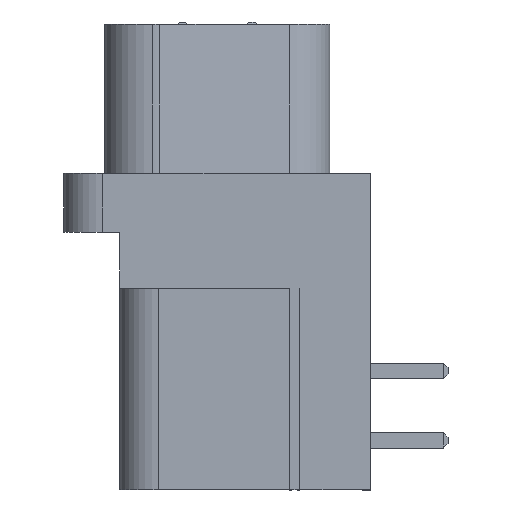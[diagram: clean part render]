
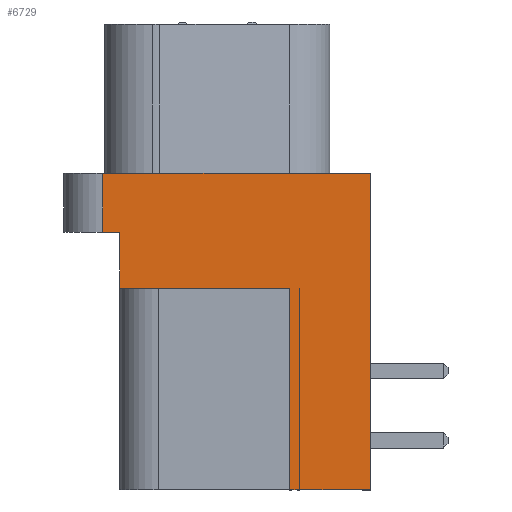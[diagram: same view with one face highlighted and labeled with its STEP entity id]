
A CAD part, left-side view. The second image highlights one B-rep face of the part: STEP entity #6729.
In plain terms, the highlighted planar face has unit normal (-1, 0, 0).
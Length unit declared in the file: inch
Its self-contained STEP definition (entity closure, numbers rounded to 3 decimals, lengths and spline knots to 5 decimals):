
#611 = CARTESIAN_POINT ( 'NONE',  ( 0., 0.114, -0.185 ) ) ;
#791 = LINE ( 'NONE', #792, #793 ) ;
#792 = CARTESIAN_POINT ( 'NONE',  ( 0., 0.115, -0.76844 ) ) ;
#793 = VECTOR ( 'NONE', #794, 39.37008 ) ;
#794 = DIRECTION ( 'NONE',  ( 0., 0., 1. ) ) ;
#866 = CARTESIAN_POINT ( 'NONE',  ( 0., 0.115, -0.51 ) ) ;
#930 = CARTESIAN_POINT ( 'NONE',  ( 0., 0.13, -0.51 ) ) ;
#1316 = CARTESIAN_POINT ( 'NONE',  ( 0., 0.404, -0.185 ) ) ;
#1389 = LINE ( 'NONE', #1390, #1391 ) ;
#1390 = CARTESIAN_POINT ( 'NONE',  ( 0., 0.494, 0. ) ) ;
#1391 = VECTOR ( 'NONE', #1392, 39.37008 ) ;
#1392 = DIRECTION ( 'NONE',  ( 0., -1., 0. ) ) ;
#1890 = EDGE_CURVE ( 'NONE', #4043, #5954, #4970, .T. ) ;
#2020 = ORIENTED_EDGE ( 'NONE', *, *, #2468, .F. ) ;
#2027 = VERTEX_POINT ( 'NONE', #5234 ) ;
#2190 = EDGE_CURVE ( 'NONE', #4043, #3872, #5643, .T. ) ;
#2249 = VERTEX_POINT ( 'NONE', #5778 ) ;
#2296 = EDGE_CURVE ( 'NONE', #2249, #3110, #6090, .T. ) ;
#2375 = ORIENTED_EDGE ( 'NONE', *, *, #2296, .F. ) ;
#2468 = EDGE_CURVE ( 'NONE', #3671, #2027, #6822, .T. ) ;
#2985 = ORIENTED_EDGE ( 'NONE', *, *, #2190, .T. ) ;
#3075 = ORIENTED_EDGE ( 'NONE', *, *, #1890, .F. ) ;
#3110 = VERTEX_POINT ( 'NONE', #10251 ) ;
#3139 = EDGE_CURVE ( 'NONE', #4898, #2249, #10411, .T. ) ;
#3151 = EDGE_CURVE ( 'NONE', #5897, #3110, #10470, .T. ) ;
#3210 = ORIENTED_EDGE ( 'NONE', *, *, #3139, .F. ) ;
#3211 = VERTEX_POINT ( 'NONE', #10723 ) ;
#3229 = ORIENTED_EDGE ( 'NONE', *, *, #3151, .T. ) ;
#3347 = VERTEX_POINT ( 'NONE', #11338 ) ;
#3404 = ORIENTED_EDGE ( 'NONE', *, *, #7715, .T. ) ;
#3671 = VERTEX_POINT ( 'NONE', #611 ) ;
#3751 = EDGE_CURVE ( 'NONE', #3872, #2027, #791, .T. ) ;
#3872 = VERTEX_POINT ( 'NONE', #866 ) ;
#4043 = VERTEX_POINT ( 'NONE', #930 ) ;
#4898 = VERTEX_POINT ( 'NONE', #1316 ) ;
#4970 = LINE ( 'NONE', #4971, #4975 ) ;
#4971 = CARTESIAN_POINT ( 'NONE',  ( 0., 0.13, -0.76844 ) ) ;
#4975 = VECTOR ( 'NONE', #4976, 39.37008 ) ;
#4976 = DIRECTION ( 'NONE',  ( 0., 0., 1. ) ) ;
#5031 = EDGE_CURVE ( 'NONE', #5897, #3347, #1389, .T. ) ;
#5234 = CARTESIAN_POINT ( 'NONE',  ( 0., 0.115, -0.185 ) ) ;
#5643 = LINE ( 'NONE', #5644, #5645 ) ;
#5644 = CARTESIAN_POINT ( 'NONE',  ( 0., 0.13, -0.51 ) ) ;
#5645 = VECTOR ( 'NONE', #5646, 39.37008 ) ;
#5646 = DIRECTION ( 'NONE',  ( 0., -1., 0. ) ) ;
#5778 = CARTESIAN_POINT ( 'NONE',  ( 0., 0.404, -0.095 ) ) ;
#5897 = VERTEX_POINT ( 'NONE', #6246 ) ;
#5954 = VERTEX_POINT ( 'NONE', #6267 ) ;
#5997 = ORIENTED_EDGE ( 'NONE', *, *, #5031, .F. ) ;
#5998 = ORIENTED_EDGE ( 'NONE', *, *, #3751, .T. ) ;
#6090 = LINE ( 'NONE', #6091, #6092 ) ;
#6091 = CARTESIAN_POINT ( 'NONE',  ( 0., 0.494, -0.095 ) ) ;
#6092 = VECTOR ( 'NONE', #6093, 39.37008 ) ;
#6093 = DIRECTION ( 'NONE',  ( 0., 1., 0. ) ) ;
#6246 = CARTESIAN_POINT ( 'NONE',  ( 0., 0.4315, 0. ) ) ;
#6267 = CARTESIAN_POINT ( 'NONE',  ( 0., 0.13, -0.185 ) ) ;
#6353 = ORIENTED_EDGE ( 'NONE', *, *, #9748, .F. ) ;
#6548 = EDGE_LOOP ( 'NONE', ( #5997, #3229, #2375, #3210, #6353, #3075, #2985, #5998, #2020, #3404, #10899, #7034 ) ) ;
#6692 = EDGE_CURVE ( 'NONE', #10303, #3347, #6870, .T. ) ;
#6729 = ADVANCED_FACE ( 'NONE', ( #6901 ), #6904, .T. ) ;
#6822 = LINE ( 'NONE', #6823, #6824 ) ;
#6823 = CARTESIAN_POINT ( 'NONE',  ( 0., 0.404, -0.185 ) ) ;
#6824 = VECTOR ( 'NONE', #6827, 39.37008 ) ;
#6827 = DIRECTION ( 'NONE',  ( 0., 1., 0. ) ) ;
#6870 = LINE ( 'NONE', #6871, #6872 ) ;
#6871 = CARTESIAN_POINT ( 'NONE',  ( 0., 0., -0.51 ) ) ;
#6872 = VECTOR ( 'NONE', #6873, 39.37008 ) ;
#6873 = DIRECTION ( 'NONE',  ( 0., 0., 1. ) ) ;
#6901 = FACE_OUTER_BOUND ( 'NONE', #6548, .T. ) ;
#6904 = PLANE ( 'NONE',  #6905 ) ;
#6905 = AXIS2_PLACEMENT_3D ( 'NONE', #6906, #6907, #6908 ) ;
#6906 = CARTESIAN_POINT ( 'NONE',  ( 0., 0.494, -0.51 ) ) ;
#6907 = DIRECTION ( 'NONE',  ( -1., 0., 0. ) ) ;
#6908 = DIRECTION ( 'NONE',  ( 0., -1., 0. ) ) ;
#7034 = ORIENTED_EDGE ( 'NONE', *, *, #6692, .T. ) ;
#7642 = LINE ( 'NONE', #7643, #7644 ) ;
#7643 = CARTESIAN_POINT ( 'NONE',  ( 0., 0.114, -0.185 ) ) ;
#7644 = VECTOR ( 'NONE', #7645, 39.37008 ) ;
#7645 = DIRECTION ( 'NONE',  ( 0., 0., -1. ) ) ;
#7715 = EDGE_CURVE ( 'NONE', #3671, #3211, #7642, .T. ) ;
#9748 = EDGE_CURVE ( 'NONE', #5954, #4898, #9884, .T. ) ;
#9884 = LINE ( 'NONE', #9885, #9889 ) ;
#9885 = CARTESIAN_POINT ( 'NONE',  ( 0., 0.404, -0.185 ) ) ;
#9889 = VECTOR ( 'NONE', #9890, 39.37008 ) ;
#9890 = DIRECTION ( 'NONE',  ( 0., 1., 0. ) ) ;
#10251 = CARTESIAN_POINT ( 'NONE',  ( 0., 0.4315, -0.095 ) ) ;
#10303 = VERTEX_POINT ( 'NONE', #10474 ) ;
#10411 = LINE ( 'NONE', #10412, #10413 ) ;
#10412 = CARTESIAN_POINT ( 'NONE',  ( 0., 0.404, -0.51 ) ) ;
#10413 = VECTOR ( 'NONE', #10414, 39.37008 ) ;
#10414 = DIRECTION ( 'NONE',  ( 0., 0., 1. ) ) ;
#10470 = LINE ( 'NONE', #10471, #10472 ) ;
#10471 = CARTESIAN_POINT ( 'NONE',  ( 0., 0.4315, -0.51 ) ) ;
#10472 = VECTOR ( 'NONE', #10473, 39.37008 ) ;
#10473 = DIRECTION ( 'NONE',  ( 0., 0., -1. ) ) ;
#10474 = CARTESIAN_POINT ( 'NONE',  ( 0., 0., -0.51 ) ) ;
#10546 = EDGE_CURVE ( 'NONE', #3211, #10303, #10663, .T. ) ;
#10663 = LINE ( 'NONE', #10664, #10665 ) ;
#10664 = CARTESIAN_POINT ( 'NONE',  ( 0., 0.494, -0.51 ) ) ;
#10665 = VECTOR ( 'NONE', #10666, 39.37008 ) ;
#10666 = DIRECTION ( 'NONE',  ( 0., -1., 0. ) ) ;
#10723 = CARTESIAN_POINT ( 'NONE',  ( 0., 0.114, -0.51 ) ) ;
#10899 = ORIENTED_EDGE ( 'NONE', *, *, #10546, .T. ) ;
#11338 = CARTESIAN_POINT ( 'NONE',  ( 0., 0., 0. ) ) ;
